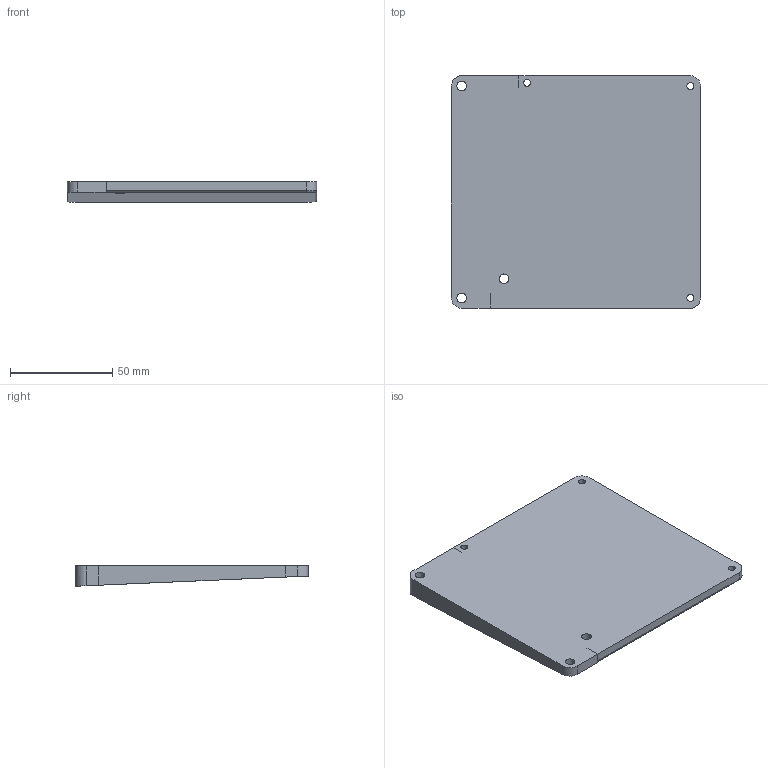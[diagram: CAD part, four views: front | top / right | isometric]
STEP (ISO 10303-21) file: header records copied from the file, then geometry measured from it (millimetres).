
FILE_DESCRIPTION(/* description */ (''),/* implementation_level */ '2;1');
FILE_NAME(/* name */ 'Bottom.step',/* time_stamp */ '2024-10-19T12:09:42+02:00',/* author */ (''),/* organization */ (''),/* preprocessor_version */ 'ST-DEVELOPER v20',/* originating_system */ 'Autodesk Translation Framework v13.20.0.188',/* authorisation */ '');
FILE_SCHEMA (('AUTOMOTIVE_DESIGN { 1 0 10303 214 3 1 1 }'));
Length unit declared in the file: millimetre
Products named in the file (1): FusionComponent
Bounding box: 121.94 x 113.72 x 10 mm (x, y, z)
Volume: 103423.6 mm3; surface area: 31651.5 mm2
Topology: 1 solids, 1 shells, 33 faces, 89 edges, 58 vertices
Faces by surface type: plane 18, cylinder 13, bspline 2
Full cylindrical faces by diameter (mm): 3.4 x3, 4.7 x3
Entity records: 1155 total; most frequent: CARTESIAN_POINT 239, DIRECTION 181, ORIENTED_EDGE 178, EDGE_CURVE 89, LINE 61, VECTOR 61, AXIS2_PLACEMENT_3D 60, VERTEX_POINT 58
